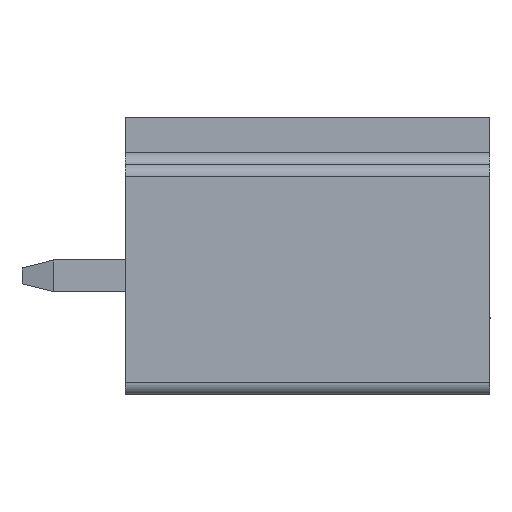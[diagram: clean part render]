
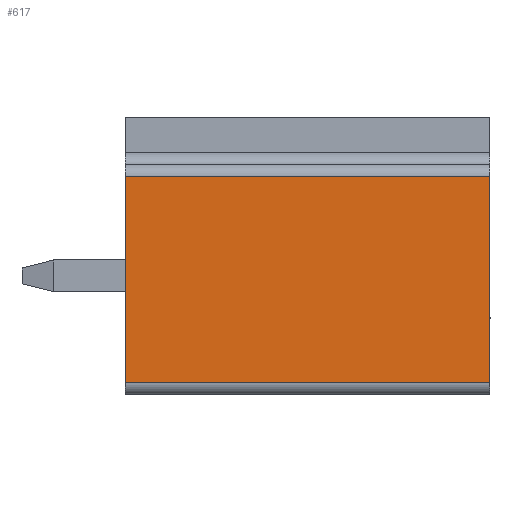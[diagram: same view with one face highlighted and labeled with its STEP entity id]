
A CAD part, left-side view. The second image highlights one B-rep face of the part: STEP entity #617.
In plain terms, the highlighted planar face has unit normal (-1, 0, 0).
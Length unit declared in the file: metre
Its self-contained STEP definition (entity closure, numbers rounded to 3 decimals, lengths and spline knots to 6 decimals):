
#617 = ADVANCED_FACE( '', ( #1314 ), #1315, .F. );
#1314 = FACE_OUTER_BOUND( '', #3329, .T. );
#1315 = PLANE( '', #3330 );
#3329 = EDGE_LOOP( '', ( #5086, #5087, #5088, #5089 ) );
#3330 = AXIS2_PLACEMENT_3D( '', #5090, #5091, #5092 );
#5086 = ORIENTED_EDGE( '', *, *, #6205, .F. );
#5087 = ORIENTED_EDGE( '', *, *, #6086, .T. );
#5088 = ORIENTED_EDGE( '', *, *, #6099, .F. );
#5089 = ORIENTED_EDGE( '', *, *, #6163, .T. );
#5090 = CARTESIAN_POINT( '', ( -0.01853, -0.0046, 0.004 ) );
#5091 = DIRECTION( '', ( 1., 0., 0. ) );
#5092 = DIRECTION( '', ( 0., 1., 0. ) );
#6086 = EDGE_CURVE( '', #7209, #7206, #7210, .F. );
#6099 = EDGE_CURVE( '', #7225, #7206, #7226, .T. );
#6163 = EDGE_CURVE( '', #7225, #7309, #7312, .F. );
#6205 = EDGE_CURVE( '', #7209, #7309, #7356, .T. );
#7206 = VERTEX_POINT( '', #9774 );
#7209 = VERTEX_POINT( '', #9777 );
#7210 = LINE( '', #9778, #9779 );
#7225 = VERTEX_POINT( '', #9798 );
#7226 = LINE( '', #9799, #9800 );
#7309 = VERTEX_POINT( '', #9928 );
#7312 = LINE( '', #9931, #9932 );
#7356 = LINE( '', #10126, #10127 );
#9774 = CARTESIAN_POINT( '', ( -0.01853, -0.0046, -0.0027 ) );
#9777 = CARTESIAN_POINT( '', ( -0.01853, 0.0046, -0.0027 ) );
#9778 = CARTESIAN_POINT( '', ( -0.01853, -0.0046, -0.0027 ) );
#9779 = VECTOR( '', #10740, 1. );
#9798 = CARTESIAN_POINT( '', ( -0.01853, -0.0046, 0.0025 ) );
#9799 = CARTESIAN_POINT( '', ( -0.01853, -0.0046, 0.004 ) );
#9800 = VECTOR( '', #10757, 1. );
#9928 = CARTESIAN_POINT( '', ( -0.01853, 0.0046, 0.0025 ) );
#9931 = CARTESIAN_POINT( '', ( -0.01853, -0.0046, 0.0025 ) );
#9932 = VECTOR( '', #10825, 1. );
#10126 = CARTESIAN_POINT( '', ( -0.01853, 0.0046, -0.003 ) );
#10127 = VECTOR( '', #10849, 1. );
#10740 = DIRECTION( '', ( 0., 1., 0. ) );
#10757 = DIRECTION( '', ( 0., 0., -1. ) );
#10825 = DIRECTION( '', ( 0., -1., 0. ) );
#10849 = DIRECTION( '', ( 0., 0., 1. ) );
